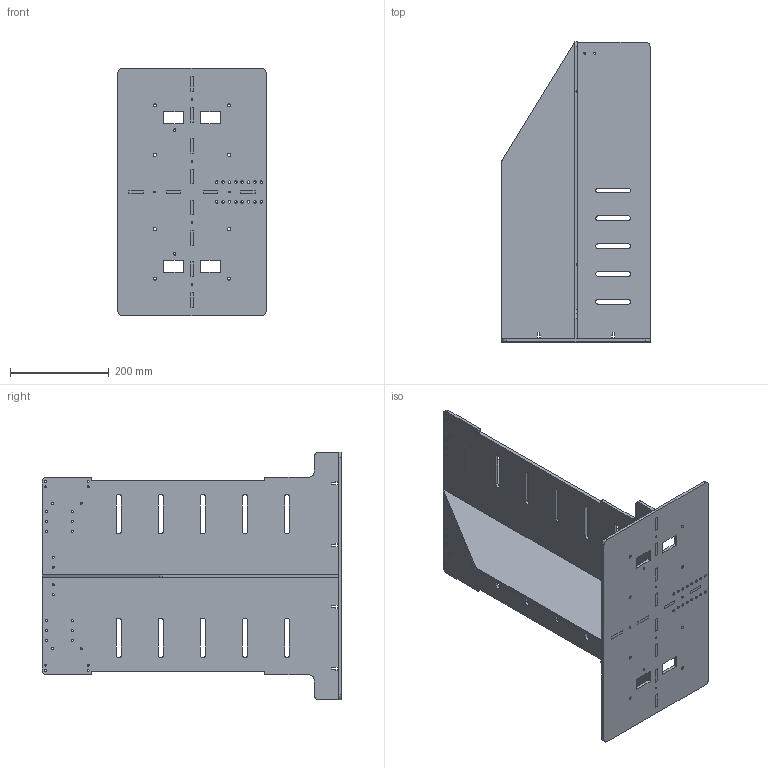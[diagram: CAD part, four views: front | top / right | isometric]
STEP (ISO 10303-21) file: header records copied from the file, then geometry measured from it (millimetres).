
FILE_DESCRIPTION(/* description */ (''),/* implementation_level */ '2;1');
FILE_NAME(/* name */ 'Korpus.stp',/* time_stamp */ '2023-03-10T01:07:34+03:00',/* author */ ('Petr'),/* organization */ (''),/* preprocessor_version */ 'ST-DEVELOPER v18.1',/* originating_system */ 'Autodesk Inventor 2022',/* authorisation */ '');
FILE_SCHEMA (('AUTOMOTIVE_DESIGN { 1 0 10303 214 3 1 1 }'));
Length unit declared in the file: millimetre
Products named in the file (1): Korpus
Bounding box: 300 x 606 x 500 mm (x, y, z)
Volume: 3190329.5 mm3; surface area: 1134101 mm2
Topology: 3 solids, 3 shells, 365 faces, 1077 edges, 718 vertices
Faces by surface type: plane 253, cylinder 112
Full cylindrical faces by diameter (mm): 4 x12, 4.2 x24, 5 x18, 6 x8
Entity records: 12557 total; most frequent: CARTESIAN_POINT 2162, ORIENTED_EDGE 2154, DIRECTION 2033, EDGE_CURVE 1077, LINE 853, VECTOR 853, VERTEX_POINT 718, AXIS2_PLACEMENT_3D 590
